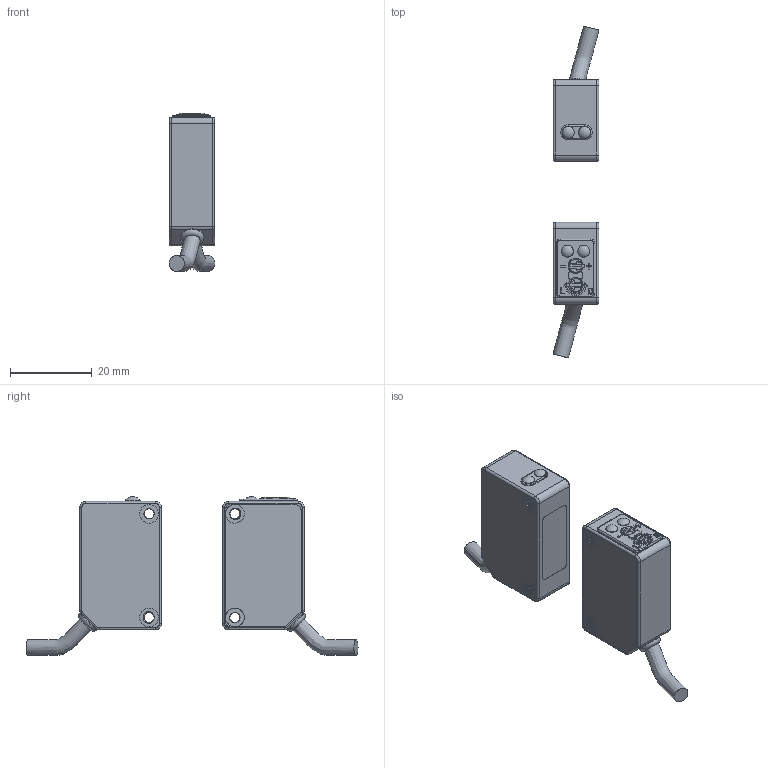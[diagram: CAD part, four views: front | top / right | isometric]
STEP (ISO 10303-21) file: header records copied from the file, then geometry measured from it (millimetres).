
FILE_DESCRIPTION(/* description */ (''),/* implementation_level */ '2;1');
FILE_NAME(/* name */ '',/* time_stamp */ '2024-06-14T10:52:25+08:00',/* author */ (''),/* organization */ (''),/* preprocessor_version */ 'ST-DEVELOPER v14',/* originating_system */ 'SIEMENS PLM Software NX 8.0',/* authorisation */ '');
FILE_SCHEMA (('AUTOMOTIVE_DESIGN { 1 0 10303 214 3 1 1 1 }'));
Products named in the file (1): Admi5004282C1o3b
Bounding box: 11.26 x 81.34 x 38.93 mm (x, y, z)
Volume: 14126.3 mm3; surface area: 6011 mm2
Topology: 2 solids, 4 shells, 323 faces, 820 edges, 530 vertices
Faces by surface type: plane 157, cylinder 90, bspline 34, torus 32, cone 6, sphere 4
Full cylindrical faces by diameter (mm): 2.5 x2, 2.957 x4, 2.985 x2, 4.6 x8, 5.8 x2
Entity records: 37671 total; most frequent: CARTESIAN_POINT 29511, ORIENTED_EDGE 1548, DIRECTION 1454, EDGE_CURVE 774, AXIS2_PLACEMENT_3D 536, VERTEX_POINT 512, EDGE_LOOP 388, LINE 382
